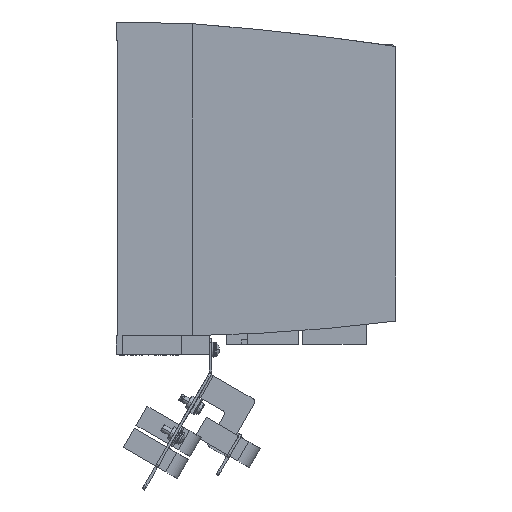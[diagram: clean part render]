
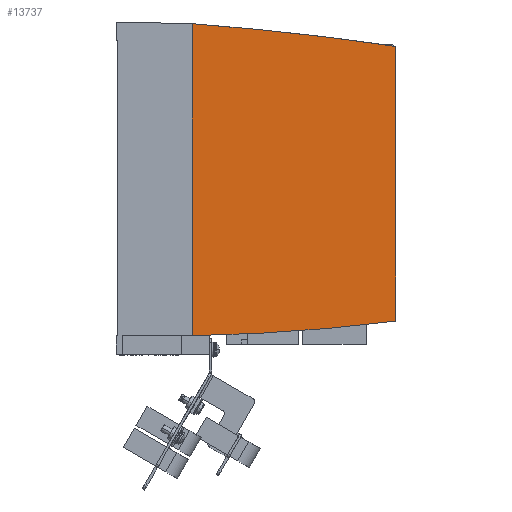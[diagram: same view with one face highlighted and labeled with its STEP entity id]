
A CAD part, left-side view. The second image highlights one B-rep face of the part: STEP entity #13737.
In plain terms, the highlighted planar face has unit normal (-1, 0, 0).
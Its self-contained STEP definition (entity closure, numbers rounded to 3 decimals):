
#13737=ADVANCED_FACE('',(#37330),#37331,.T.);
#14295=EDGE_CURVE('',#33359,#32455,#37947,.T.);
#17307=EDGE_CURVE('',#32455,#29153,#41299,.T.);
#22633=VERTEX_POINT('',#47158);
#28005=EDGE_CURVE('',#22633,#33359,#53138,.T.);
#28867=EDGE_CURVE('',#29153,#22633,#54081,.T.);
#29153=VERTEX_POINT('',#54392);
#32455=VERTEX_POINT('',#58084);
#33359=VERTEX_POINT('',#59079);
#37330=FACE_OUTER_BOUND('',#64138,.T.);
#37331=PLANE('',#64139);
#37947=LINE('',#65025,#65026);
#41299=CIRCLE('',#70122,1140.);
#47158=CARTESIAN_POINT('',(-73.0,-45.0,97.0));
#53138=CIRCLE('',#87974,1718.);
#54081=LINE('',#89329,#89330);
#54392=CARTESIAN_POINT('',(-73.0,-45.0,-87.0));
#58084=CARTESIAN_POINT('',(-73.0,-165.0,-78.4));
#59079=CARTESIAN_POINT('',(-73.0,-165.,83.6));
#64138=EDGE_LOOP('',(#101817,#101818,#101819,#101820));
#64139=AXIS2_PLACEMENT_3D('',#101821,#101822,#101823);
#65025=CARTESIAN_POINT('',(-73.0,-165.0,83.6));
#65026=VECTOR('',#102491,1.0);
#70122=AXIS2_PLACEMENT_3D('',#106196,#106197,#106198);
#87974=AXIS2_PLACEMENT_3D('',#119083,#119084,#119085);
#89329=CARTESIAN_POINT('',(-73.0,-45.0,-87.0));
#89330=VECTOR('',#120009,1.0);
#101817=ORIENTED_EDGE('',*,*,#28005,.F.);
#101818=ORIENTED_EDGE('',*,*,#28867,.F.);
#101819=ORIENTED_EDGE('',*,*,#17307,.F.);
#101820=ORIENTED_EDGE('',*,*,#14295,.F.);
#101821=CARTESIAN_POINT('',(-73.0,-102.78,3.84));
#101822=DIRECTION('',(-1.0,0.0,0.0));
#101823=DIRECTION('',(0.0,-1.0,0.0));
#102491=DIRECTION('',(0.0,0.0,-1.0));
#106196=CARTESIAN_POINT('',(-73.0,-23.623,1052.8));
#106197=DIRECTION('',(1.0,0.0,0.0));
#106198=DIRECTION('',(0.0,-0.019,-1.));
#119083=CARTESIAN_POINT('',(-73.0,85.541,-1616.033));
#119084=DIRECTION('',(1.0,0.0,0.0));
#119085=DIRECTION('',(0.0,-0.146,0.989));
#120009=DIRECTION('',(0.0,0.0,1.0));
